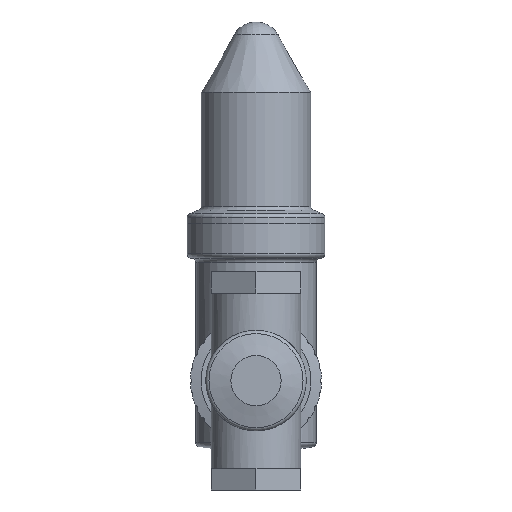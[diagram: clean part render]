
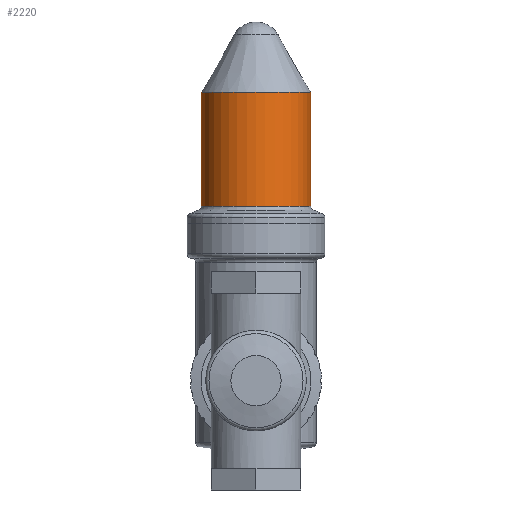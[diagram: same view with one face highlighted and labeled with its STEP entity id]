
A CAD part, left-side view. The second image highlights one B-rep face of the part: STEP entity #2220.
In plain terms, the highlighted cylindrical face has radius 25 mm (diameter 50 mm), a full revolution.
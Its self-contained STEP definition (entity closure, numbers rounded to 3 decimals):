
#111=FACE_BOUND('',#506,.T.);
#187=CYLINDRICAL_SURFACE('',#2504,25.);
#325=FACE_OUTER_BOUND('',#505,.T.);
#505=EDGE_LOOP('',(#2029));
#506=EDGE_LOOP('',(#2030));
#904=CIRCLE('',#2497,25.);
#908=CIRCLE('',#2503,25.);
#1117=VERTEX_POINT('',#4852);
#1120=VERTEX_POINT('',#4861);
#1421=EDGE_CURVE('',#1117,#1117,#904,.T.);
#1425=EDGE_CURVE('',#1120,#1120,#908,.T.);
#2029=ORIENTED_EDGE('',*,*,#1425,.T.);
#2030=ORIENTED_EDGE('',*,*,#1421,.F.);
#2220=ADVANCED_FACE('',(#325,#111),#187,.T.);
#2497=AXIS2_PLACEMENT_3D('',#4853,#3179,#3180);
#2503=AXIS2_PLACEMENT_3D('',#4862,#3191,#3192);
#2504=AXIS2_PLACEMENT_3D('',#4863,#3193,#3194);
#3179=DIRECTION('center_axis',(0.,0.,
1.));
#3180=DIRECTION('ref_axis',(-1.,0.,0.));
#3191=DIRECTION('center_axis',(0.,0.,
1.));
#3192=DIRECTION('ref_axis',(-1.,0.,0.));
#3193=DIRECTION('center_axis',(0.,0.,
1.));
#3194=DIRECTION('ref_axis',(1.,0.,0.));
#4852=CARTESIAN_POINT('',(-25.,0.,164.431));
#4853=CARTESIAN_POINT('Origin',(0.,0.,164.431));
#4861=CARTESIAN_POINT('',(25.,0.,112.358));
#4862=CARTESIAN_POINT('Origin',(0.,0.,112.358));
#4863=CARTESIAN_POINT('Origin',(0.,0.,138.394));
